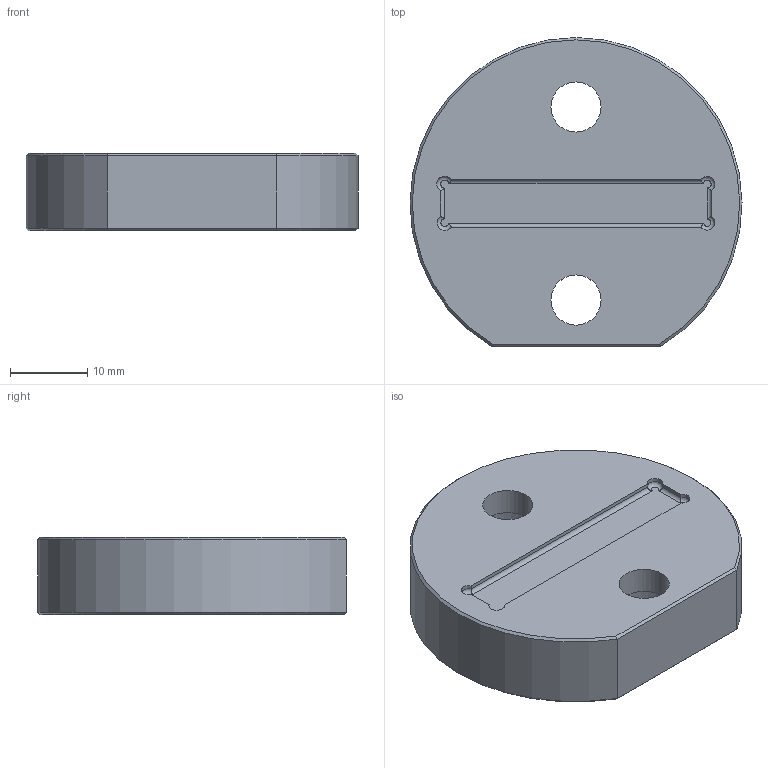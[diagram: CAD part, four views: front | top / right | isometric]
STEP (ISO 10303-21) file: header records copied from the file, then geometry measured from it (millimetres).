
FILE_DESCRIPTION(('Open CASCADE Model'),'2;1');
FILE_NAME('Open CASCADE Shape Model','2024-02-21T12:32:00',('Author'),( 'Open CASCADE'),'Open CASCADE STEP processor 7.7','Open CASCADE 7.7' ,'Unknown');
FILE_SCHEMA(('AUTOMOTIVE_DESIGN { 1 0 10303 214 1 1 1 1 }'));
Length unit declared in the file: millimetre
Products named in the file (1): Open CASCADE STEP translator 7.7 1
Bounding box: 43 x 40 x 10 mm (x, y, z)
Volume: 12493.8 mm3; surface area: 4614.3 mm2
Topology: 1 solids, 1 shells, 31 faces, 68 edges, 42 vertices
Faces by surface type: cylinder 13, plane 12, cone 2, revolution 2, torus 2
Full cylindrical faces by diameter (mm): 6.5 x2, 10.5 x2
Entity records: 2156 total; most frequent: CARTESIAN_POINT 788, DIRECTION 244, ORIENTED_EDGE 136, PCURVE 136, DEFINITIONAL_REPRESENTATION 136, LINE 118, VECTOR 118, EDGE_CURVE 68
